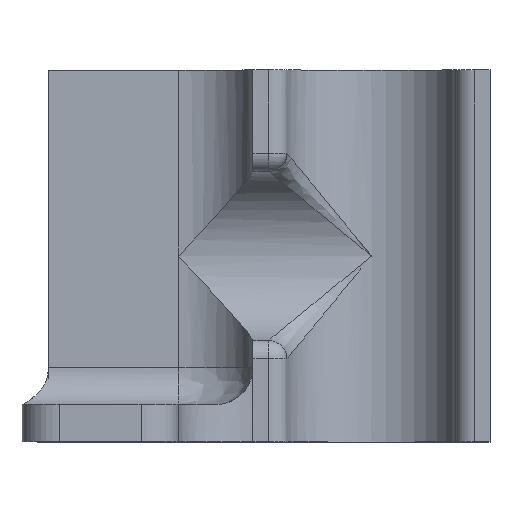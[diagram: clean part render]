
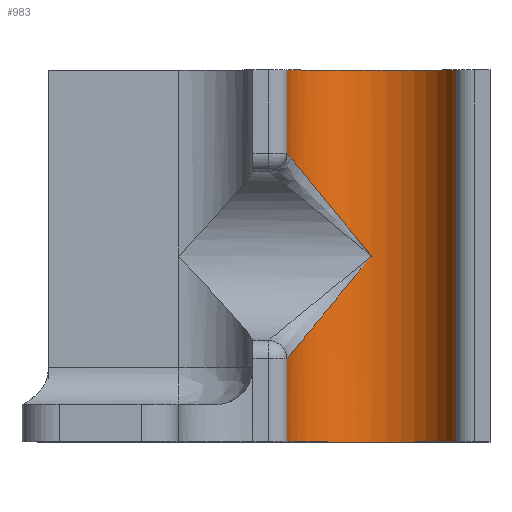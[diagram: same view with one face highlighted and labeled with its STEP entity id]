
A CAD part, top view. The second image highlights one B-rep face of the part: STEP entity #983.
In plain terms, the highlighted cylindrical face has radius 14.653 mm (diameter 29.305 mm), a partial arc.
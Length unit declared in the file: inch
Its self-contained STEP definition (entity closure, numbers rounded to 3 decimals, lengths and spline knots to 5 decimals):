
#31=ELLIPSE('',#1085,0.81582,0.57688);
#32=ELLIPSE('',#1086,0.81582,0.57688);
#103=FACE_OUTER_BOUND('',#161,.T.);
#161=EDGE_LOOP('',(#834,#835,#836,#837,#838,#839,#840,#841,#842,#843));
#207=CIRCLE('',#1087,0.57688);
#208=CIRCLE('',#1088,0.57688);
#290=LINE('',#1830,#383);
#291=LINE('',#1836,#384);
#292=LINE('',#1839,#385);
#293=LINE('',#1843,#386);
#383=VECTOR('',#1320,0.3937);
#384=VECTOR('',#1327,0.3937);
#385=VECTOR('',#1330,0.3937);
#386=VECTOR('',#1333,0.3937);
#404=B_SPLINE_CURVE_WITH_KNOTS('',3,(#1705,#1706,#1707,#1708,#1709,#1710,
#1711,#1712,#1713,#1714,#1715,#1716),.UNSPECIFIED.,.F.,.F.,(4,1,1,1,1,1,
1,2,4),(-3.06857,-2.76171,-2.45486,-2.148,
-1.84114,-1.53429,-1.22743,0.,0.00227),
 .UNSPECIFIED.);
#407=B_SPLINE_CURVE_WITH_KNOTS('',3,(#1802,#1803,#1804,#1805,#1806,#1807,
#1808,#1809,#1810,#1811,#1812,#1813),.UNSPECIFIED.,.F.,.F.,(4,2,1,1,1,1,
1,1,4),(-3.07084,-3.06857,-2.76171,-2.45486,
-2.148,-1.84114,-1.22743,-0.61371,
0.),.UNSPECIFIED.);
#480=VERTEX_POINT('',#1702);
#481=VERTEX_POINT('',#1704);
#482=VERTEX_POINT('',#1801);
#485=VERTEX_POINT('',#1829);
#486=VERTEX_POINT('',#1833);
#487=VERTEX_POINT('',#1835);
#488=VERTEX_POINT('',#1838);
#489=VERTEX_POINT('',#1840);
#490=VERTEX_POINT('',#1842);
#604=EDGE_CURVE('',#480,#481,#404,.T.);
#607=EDGE_CURVE('',#481,#482,#407,.T.);
#616=EDGE_CURVE('',#482,#485,#290,.T.);
#618=EDGE_CURVE('',#481,#486,#31,.T.);
#619=EDGE_CURVE('',#486,#487,#291,.T.);
#620=EDGE_CURVE('',#487,#481,#32,.T.);
#621=EDGE_CURVE('',#488,#480,#292,.T.);
#622=EDGE_CURVE('',#489,#488,#207,.T.);
#623=EDGE_CURVE('',#490,#489,#293,.T.);
#624=EDGE_CURVE('',#485,#490,#208,.T.);
#834=ORIENTED_EDGE('',*,*,#607,.F.);
#835=ORIENTED_EDGE('',*,*,#618,.T.);
#836=ORIENTED_EDGE('',*,*,#619,.T.);
#837=ORIENTED_EDGE('',*,*,#620,.T.);
#838=ORIENTED_EDGE('',*,*,#604,.F.);
#839=ORIENTED_EDGE('',*,*,#621,.F.);
#840=ORIENTED_EDGE('',*,*,#622,.F.);
#841=ORIENTED_EDGE('',*,*,#623,.F.);
#842=ORIENTED_EDGE('',*,*,#624,.F.);
#843=ORIENTED_EDGE('',*,*,#616,.F.);
#936=CYLINDRICAL_SURFACE('',#1084,0.57688);
#983=ADVANCED_FACE('',(#103),#936,.F.);
#1084=AXIS2_PLACEMENT_3D('',#1832,#1323,#1324);
#1085=AXIS2_PLACEMENT_3D('',#1834,#1325,#1326);
#1086=AXIS2_PLACEMENT_3D('',#1837,#1328,#1329);
#1087=AXIS2_PLACEMENT_3D('',#1841,#1331,#1332);
#1088=AXIS2_PLACEMENT_3D('',#1844,#1334,#1335);
#1320=DIRECTION('',(0.,1.,0.));
#1323=DIRECTION('center_axis',(0.,1.,0.));
#1324=DIRECTION('ref_axis',(1.,0.,0.));
#1325=DIRECTION('center_axis',(0.707,-0.707,0.));
#1326=DIRECTION('ref_axis',(0.707,0.707,0.));
#1327=DIRECTION('',(0.,-1.,0.));
#1328=DIRECTION('center_axis',(0.707,0.707,0.));
#1329=DIRECTION('ref_axis',(-0.707,0.707,0.));
#1330=DIRECTION('',(0.,1.,0.));
#1331=DIRECTION('center_axis',(0.,1.,0.));
#1332=DIRECTION('ref_axis',(1.,0.,0.));
#1333=DIRECTION('',(0.,-1.,0.));
#1334=DIRECTION('center_axis',(0.,-1.,0.));
#1335=DIRECTION('ref_axis',(1.,0.,0.));
#1702=CARTESIAN_POINT('',(-0.56765,-0.69065,-0.10274));
#1704=CARTESIAN_POINT('',(0.,0.,-0.57688));
#1705=CARTESIAN_POINT('Ctrl Pts',(-0.56765,-0.69065,
-0.10274));
#1706=CARTESIAN_POINT('Ctrl Pts',(-0.56185,-0.68359,
-0.1348));
#1707=CARTESIAN_POINT('Ctrl Pts',(-0.54472,-0.66276,
-0.19768));
#1708=CARTESIAN_POINT('Ctrl Pts',(-0.50605,-0.61571,
-0.28176));
#1709=CARTESIAN_POINT('Ctrl Pts',(-0.45765,-0.55682,
-0.3546));
#1710=CARTESIAN_POINT('Ctrl Pts',(-0.40197,-0.48907,
-0.41639));
#1711=CARTESIAN_POINT('Ctrl Pts',(-0.34138,-0.41536,
-0.46719));
#1712=CARTESIAN_POINT('Ctrl Pts',(-0.21208,-0.25804,
-0.54871));
#1713=CARTESIAN_POINT('Ctrl Pts',(-0.09431,-0.11475,
-0.57663));
#1714=CARTESIAN_POINT('Ctrl Pts',(-0.00035,-0.00042,
-0.57688));
#1715=CARTESIAN_POINT('Ctrl Pts',(-0.00017,-0.00021,
-0.57688));
#1716=CARTESIAN_POINT('Ctrl Pts',(0.,0.,-0.57688));
#1801=CARTESIAN_POINT('',(-0.56765,0.69065,-0.10274));
#1802=CARTESIAN_POINT('Ctrl Pts',(0.,0.,-0.57688));
#1803=CARTESIAN_POINT('Ctrl Pts',(-0.00017,0.00021,
-0.57688));
#1804=CARTESIAN_POINT('Ctrl Pts',(-0.00035,0.00042,
-0.57687));
#1805=CARTESIAN_POINT('Ctrl Pts',(-0.02392,0.02911,
-0.57685));
#1806=CARTESIAN_POINT('Ctrl Pts',(-0.07086,0.08622,
-0.57397));
#1807=CARTESIAN_POINT('Ctrl Pts',(-0.14101,0.17157,
-0.5609));
#1808=CARTESIAN_POINT('Ctrl Pts',(-0.20966,0.25509,-0.53906));
#1809=CARTESIAN_POINT('Ctrl Pts',(-0.29912,0.36394,-0.49767));
#1810=CARTESIAN_POINT('Ctrl Pts',(-0.40458,0.49225,
-0.42152));
#1811=CARTESIAN_POINT('Ctrl Pts',(-0.51078,0.62146,
-0.28789));
#1812=CARTESIAN_POINT('Ctrl Pts',(-0.55605,0.67653,
-0.16687));
#1813=CARTESIAN_POINT('Ctrl Pts',(-0.56765,0.69065,
-0.10274));
#1829=CARTESIAN_POINT('',(-0.56765,1.25,-0.10274));
#1830=CARTESIAN_POINT('',(-0.56765,0.,-0.10274));
#1832=CARTESIAN_POINT('Origin',(0.,0.,0.));
#1833=CARTESIAN_POINT('',(0.00312,0.00312,-0.57687));
#1834=CARTESIAN_POINT('Origin',(0.,0.,0.));
#1835=CARTESIAN_POINT('',(0.00312,-0.00312,-0.57687));
#1836=CARTESIAN_POINT('',(0.00312,0.,-0.57687));
#1837=CARTESIAN_POINT('Origin',(0.,0.,0.));
#1838=CARTESIAN_POINT('',(-0.56765,-1.25,-0.10274));
#1839=CARTESIAN_POINT('',(-0.56765,0.,-0.10274));
#1840=CARTESIAN_POINT('',(0.56765,-1.25,-0.10274));
#1841=CARTESIAN_POINT('Origin',(0.,-1.25,0.));
#1842=CARTESIAN_POINT('',(0.56765,1.25,-0.10274));
#1843=CARTESIAN_POINT('',(0.56765,0.,-0.10274));
#1844=CARTESIAN_POINT('Origin',(0.,1.25,0.));
